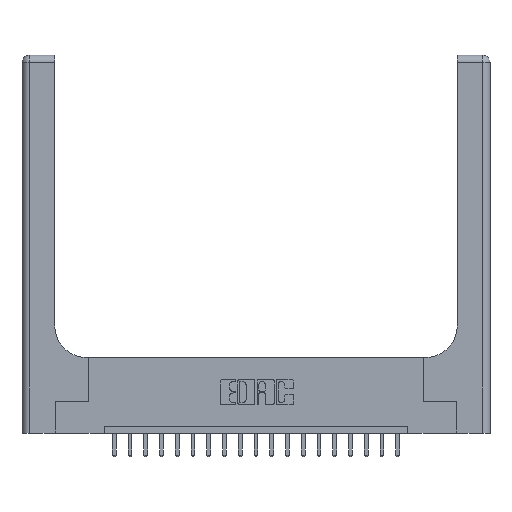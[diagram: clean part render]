
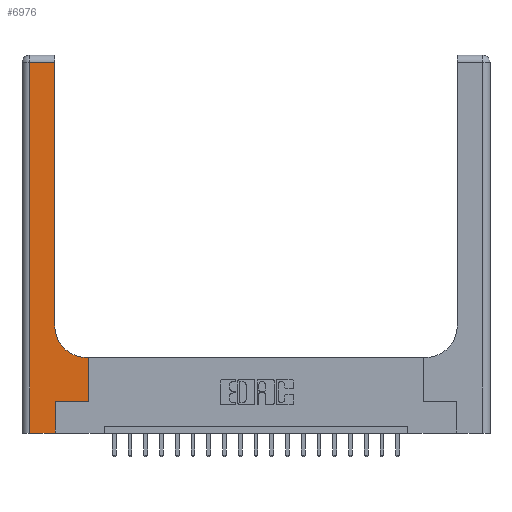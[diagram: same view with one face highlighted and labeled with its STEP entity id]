
A CAD part, top view. The second image highlights one B-rep face of the part: STEP entity #6976.
In plain terms, the highlighted planar face has unit normal (0, 0, 1).
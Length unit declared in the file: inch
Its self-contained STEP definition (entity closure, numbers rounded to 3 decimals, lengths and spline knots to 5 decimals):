
#8 = CARTESIAN_POINT ( 'NONE',  ( 0.26, 0.85, 0.37 ) ) ;
#88 = VECTOR ( 'NONE', #1905, 39.37008 ) ;
#705 = EDGE_CURVE ( 'NONE', #9071, #3729, #1889, .T. ) ;
#1298 = LINE ( 'NONE', #8797, #8081 ) ;
#1318 = VERTEX_POINT ( 'NONE', #20437 ) ;
#1527 = DIRECTION ( 'NONE',  ( -1., 0., 0. ) ) ;
#1659 = VERTEX_POINT ( 'NONE', #13443 ) ;
#1889 = LINE ( 'NONE', #9714, #16080 ) ;
#1905 = DIRECTION ( 'NONE',  ( 0., -1., 0. ) ) ;
#1942 = CARTESIAN_POINT ( 'NONE',  ( 0., 2.94, 0.37 ) ) ;
#2267 = VERTEX_POINT ( 'NONE', #5768 ) ;
#2569 = EDGE_LOOP ( 'NONE', ( #19884, #14024, #3004, #17009, #5590, #6444, #18747, #14582, #18859 ) ) ;
#3004 = ORIENTED_EDGE ( 'NONE', *, *, #18073, .T. ) ;
#3317 = CARTESIAN_POINT ( 'NONE',  ( 0.26, 2.94, 0.37 ) ) ;
#3536 = DIRECTION ( 'NONE',  ( 1., 0., 0. ) ) ;
#3613 = EDGE_CURVE ( 'NONE', #5913, #13526, #9875, .T. ) ;
#3729 = VERTEX_POINT ( 'NONE', #14348 ) ;
#4119 = CARTESIAN_POINT ( 'NONE',  ( 0.51, 0.85, 0.37 ) ) ;
#4477 = AXIS2_PLACEMENT_3D ( 'NONE', #4119, #8688, #15298 ) ;
#4780 = EDGE_CURVE ( 'NONE', #3729, #1318, #16167, .T. ) ;
#5577 = PLANE ( 'NONE',  #6866 ) ;
#5590 = ORIENTED_EDGE ( 'NONE', *, *, #705, .T. ) ;
#5768 = CARTESIAN_POINT ( 'NONE',  ( 0.528, 0.6, 0.37 ) ) ;
#5816 = VECTOR ( 'NONE', #14593, 39.37008 ) ;
#5913 = VERTEX_POINT ( 'NONE', #3317 ) ;
#5917 = LINE ( 'NONE', #6733, #5816 ) ;
#6444 = ORIENTED_EDGE ( 'NONE', *, *, #4780, .T. ) ;
#6733 = CARTESIAN_POINT ( 'NONE',  ( 0.528, 0.25, 0.37 ) ) ;
#6866 = AXIS2_PLACEMENT_3D ( 'NONE', #7323, #13717, #11952 ) ;
#6976 = ADVANCED_FACE ( 'NONE', ( #15391 ), #5577, .F. ) ;
#7323 = CARTESIAN_POINT ( 'NONE',  ( 0., 3., 0.37 ) ) ;
#8081 = VECTOR ( 'NONE', #15205, 39.37008 ) ;
#8328 = VECTOR ( 'NONE', #1527, 39.37008 ) ;
#8688 = DIRECTION ( 'NONE',  ( 0., 0., -1. ) ) ;
#8797 = CARTESIAN_POINT ( 'NONE',  ( 0., 0., 0.37 ) ) ;
#9071 = VERTEX_POINT ( 'NONE', #13250 ) ;
#9370 = CARTESIAN_POINT ( 'NONE',  ( 0.51, 0.6, 0.37 ) ) ;
#9446 = LINE ( 'NONE', #15841, #8328 ) ;
#9629 = EDGE_CURVE ( 'NONE', #10094, #12672, #16802, .T. ) ;
#9714 = CARTESIAN_POINT ( 'NONE',  ( 0.265, 0., 0.37 ) ) ;
#9875 = LINE ( 'NONE', #1942, #14581 ) ;
#10074 = DIRECTION ( 'NONE',  ( -1., 0., 0. ) ) ;
#10094 = VERTEX_POINT ( 'NONE', #9370 ) ;
#10231 = CARTESIAN_POINT ( 'NONE',  ( 0.06, 2.94, 0.37 ) ) ;
#11917 = VECTOR ( 'NONE', #3536, 39.37008 ) ;
#11952 = DIRECTION ( 'NONE',  ( -1., 0., 0. ) ) ;
#12672 = VERTEX_POINT ( 'NONE', #8 ) ;
#12877 = DIRECTION ( 'NONE',  ( 0., 1., 0. ) ) ;
#13092 = CARTESIAN_POINT ( 'NONE',  ( 0.06, 3., 0.37 ) ) ;
#13250 = CARTESIAN_POINT ( 'NONE',  ( 0.265, 0., 0.37 ) ) ;
#13443 = CARTESIAN_POINT ( 'NONE',  ( 0.06, 0., 0.37 ) ) ;
#13526 = VERTEX_POINT ( 'NONE', #10231 ) ;
#13717 = DIRECTION ( 'NONE',  ( 0., 0., -1. ) ) ;
#14016 = EDGE_CURVE ( 'NONE', #2267, #10094, #9446, .T. ) ;
#14024 = ORIENTED_EDGE ( 'NONE', *, *, #3613, .T. ) ;
#14348 = CARTESIAN_POINT ( 'NONE',  ( 0.265, 0.25, 0.37 ) ) ;
#14581 = VECTOR ( 'NONE', #10074, 39.37008 ) ;
#14582 = ORIENTED_EDGE ( 'NONE', *, *, #14016, .T. ) ;
#14593 = DIRECTION ( 'NONE',  ( 0., 1., 0. ) ) ;
#15205 = DIRECTION ( 'NONE',  ( 1., 0., 0. ) ) ;
#15298 = DIRECTION ( 'NONE',  ( 1., 0., 0. ) ) ;
#15391 = FACE_OUTER_BOUND ( 'NONE', #2569, .T. ) ;
#15841 = CARTESIAN_POINT ( 'NONE',  ( 0.26, 0.6, 0.37 ) ) ;
#16080 = VECTOR ( 'NONE', #16109, 39.37008 ) ;
#16109 = DIRECTION ( 'NONE',  ( 0., 1., 0. ) ) ;
#16167 = LINE ( 'NONE', #18137, #11917 ) ;
#16630 = EDGE_CURVE ( 'NONE', #12672, #5913, #19543, .T. ) ;
#16802 = CIRCLE ( 'NONE', #4477, 0.25 ) ;
#17009 = ORIENTED_EDGE ( 'NONE', *, *, #19103, .T. ) ;
#17396 = VECTOR ( 'NONE', #12877, 39.37008 ) ;
#17976 = CARTESIAN_POINT ( 'NONE',  ( 0.26, 3., 0.37 ) ) ;
#18073 = EDGE_CURVE ( 'NONE', #13526, #1659, #18090, .T. ) ;
#18090 = LINE ( 'NONE', #13092, #88 ) ;
#18137 = CARTESIAN_POINT ( 'NONE',  ( 0.265, 0.25, 0.37 ) ) ;
#18747 = ORIENTED_EDGE ( 'NONE', *, *, #20599, .T. ) ;
#18859 = ORIENTED_EDGE ( 'NONE', *, *, #9629, .T. ) ;
#19103 = EDGE_CURVE ( 'NONE', #1659, #9071, #1298, .T. ) ;
#19543 = LINE ( 'NONE', #17976, #17396 ) ;
#19884 = ORIENTED_EDGE ( 'NONE', *, *, #16630, .T. ) ;
#20437 = CARTESIAN_POINT ( 'NONE',  ( 0.528, 0.25, 0.37 ) ) ;
#20599 = EDGE_CURVE ( 'NONE', #1318, #2267, #5917, .T. ) ;
